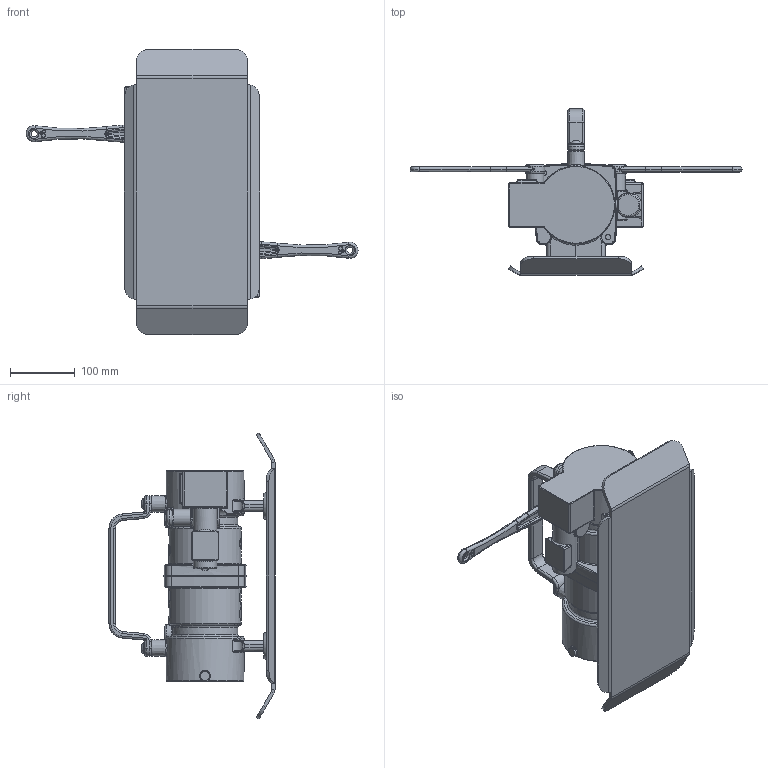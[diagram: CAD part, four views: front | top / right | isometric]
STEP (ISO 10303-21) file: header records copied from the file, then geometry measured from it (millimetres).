
FILE_DESCRIPTION(/* description */ ('PL 3300V 425A 4P B2B QR Full Assembly (Render Model)'),/* implementation_level */ '2;1');
FILE_NAME(/* name */ 'PL 425A B2B QR [Solid].stp',/* time_stamp */ '2022-10-18T06:28:46+10:00',/* author */ ('a.tao491'),/* organization */ (''),/* preprocessor_version */ 'ST-DEVELOPER v16.5',/* originating_system */ 'Autodesk Inventor 2017',/* authorisation */ '');
FILE_SCHEMA (('AUTOMOTIVE_DESIGN { 1 0 10303 214 3 1 1 }'));
Products named in the file (8): RS2469QR_SLD; 1696_SLD; 1717; 1824; 2539 xx; 3205_RND; 2718_SLD; 2531_SLD
Assembly tree (10 placements, depth 2):
  RS2469QR_SLD
    1696_SLD
    1717
    1824  x2
    2539 xx
    3205_RND
    2718_SLD  x2
    2531_SLD  x2
Bounding box: 511 x 255.7 x 440.07 mm (x, y, z)
Volume: 4988799.6 mm3; surface area: 531439.4 mm2
Topology: 10 solids, 10 shells, 1209 faces, 2751 edges, 1574 vertices
Faces by surface type: cylinder 366, bspline 290, plane 283, torus 197, cone 46, sphere 27
Full cylindrical faces by diameter (mm): 2.7 x4, 4.9 x1, 8.376 x4, 9.4 x1, 9.5 x2, 9.85 x2, 10.2 x4, 14 x2, 15 x2, 17.25 x2, 18 x2, 26.5 x2
Entity records: 51051 total; most frequent: CARTESIAN_POINT 34868, DIRECTION 3377, ORIENTED_EDGE 3216, EDGE_CURVE 1608, AXIS2_PLACEMENT_3D 1392, VERTEX_POINT 968, EDGE_LOOP 862, FACE_OUTER_BOUND 753
